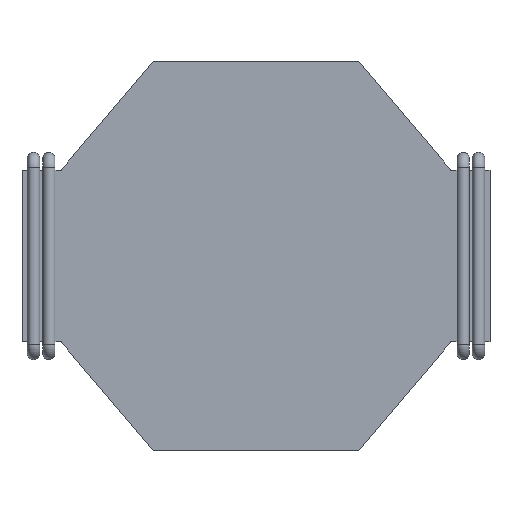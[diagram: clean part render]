
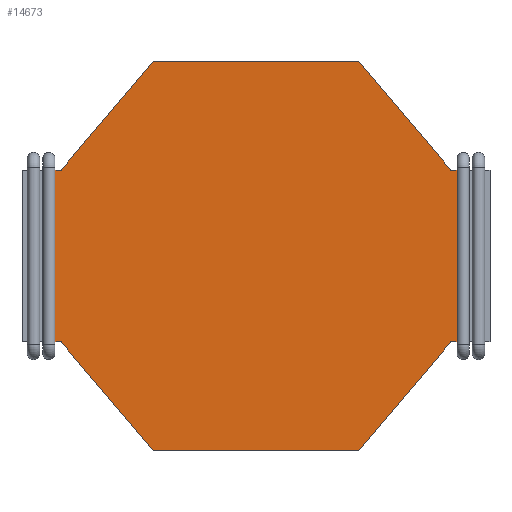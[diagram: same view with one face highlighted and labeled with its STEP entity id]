
A CAD part, front view. The second image highlights one B-rep face of the part: STEP entity #14673.
In plain terms, the highlighted planar face has unit normal (0, -1, 0).
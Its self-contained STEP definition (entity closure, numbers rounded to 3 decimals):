
#13612=DIRECTION('',(0.,0.,1.));
#13613=VECTOR('',#13612,11.2);
#13614=CARTESIAN_POINT('',(13.1,-1.57,-5.6));
#13615=LINE('',#13614,#13613);
#13616=DIRECTION('',(-1.,0.,0.));
#13617=VECTOR('',#13616,0.4);
#13618=CARTESIAN_POINT('',(13.1,-1.57,-5.6));
#13619=LINE('',#13618,#13617);
#13620=DIRECTION('',(-0.645,0.,-0.764));
#13621=VECTOR('',#13620,9.296);
#13622=CARTESIAN_POINT('',(12.7,-1.57,-5.6));
#13623=LINE('',#13622,#13621);
#13624=DIRECTION('',(-1.,0.,0.));
#13625=VECTOR('',#13624,13.4);
#13626=CARTESIAN_POINT('',(6.7,-1.57,-12.7));
#13627=LINE('',#13626,#13625);
#13628=DIRECTION('',(-0.645,0.,0.764));
#13629=VECTOR('',#13628,9.296);
#13630=CARTESIAN_POINT('',(-6.7,-1.57,-12.7));
#13631=LINE('',#13630,#13629);
#13632=DIRECTION('',(-1.,0.,0.));
#13633=VECTOR('',#13632,0.4);
#13634=CARTESIAN_POINT('',(-12.7,-1.57,-5.6));
#13635=LINE('',#13634,#13633);
#13636=DIRECTION('',(0.,0.,-1.));
#13637=VECTOR('',#13636,11.2);
#13638=CARTESIAN_POINT('',(-13.1,-1.57,5.6));
#13639=LINE('',#13638,#13637);
#13640=DIRECTION('',(1.,0.,0.));
#13641=VECTOR('',#13640,0.4);
#13642=CARTESIAN_POINT('',(-13.1,-1.57,5.6));
#13643=LINE('',#13642,#13641);
#13644=DIRECTION('',(0.645,0.,0.764));
#13645=VECTOR('',#13644,9.296);
#13646=CARTESIAN_POINT('',(-12.7,-1.57,5.6));
#13647=LINE('',#13646,#13645);
#13648=DIRECTION('',(1.,0.,0.));
#13649=VECTOR('',#13648,13.4);
#13650=CARTESIAN_POINT('',(-6.7,-1.57,12.7));
#13651=LINE('',#13650,#13649);
#13652=DIRECTION('',(0.645,0.,-0.764));
#13653=VECTOR('',#13652,9.296);
#13654=CARTESIAN_POINT('',(6.7,-1.57,12.7));
#13655=LINE('',#13654,#13653);
#13656=DIRECTION('',(1.,0.,0.));
#13657=VECTOR('',#13656,0.4);
#13658=CARTESIAN_POINT('',(12.7,-1.57,5.6));
#13659=LINE('',#13658,#13657);
#14179=CARTESIAN_POINT('',(-6.7,-1.57,-12.7));
#14180=CARTESIAN_POINT('',(-12.7,-1.57,-5.6));
#14181=VERTEX_POINT('',#14179);
#14182=VERTEX_POINT('',#14180);
#14187=CARTESIAN_POINT('',(-12.7,-1.57,5.6));
#14188=CARTESIAN_POINT('',(-6.7,-1.57,12.7));
#14189=VERTEX_POINT('',#14187);
#14190=VERTEX_POINT('',#14188);
#14191=CARTESIAN_POINT('',(6.7,-1.57,12.7));
#14192=VERTEX_POINT('',#14191);
#14193=CARTESIAN_POINT('',(12.7,-1.57,5.6));
#14194=VERTEX_POINT('',#14193);
#14199=CARTESIAN_POINT('',(12.7,-1.57,-5.6));
#14200=CARTESIAN_POINT('',(6.7,-1.57,-12.7));
#14201=VERTEX_POINT('',#14199);
#14202=VERTEX_POINT('',#14200);
#14243=CARTESIAN_POINT('',(13.1,-1.57,-5.6));
#14244=CARTESIAN_POINT('',(13.1,-1.57,5.6));
#14245=VERTEX_POINT('',#14243);
#14246=VERTEX_POINT('',#14244);
#14263=CARTESIAN_POINT('',(-13.1,-1.57,5.6));
#14264=CARTESIAN_POINT('',(-13.1,-1.57,-5.6));
#14265=VERTEX_POINT('',#14263);
#14266=VERTEX_POINT('',#14264);
#14643=CARTESIAN_POINT('',(0.,-1.57,0.));
#14644=DIRECTION('',(0.,1.,0.));
#14645=DIRECTION('',(1.,0.,0.));
#14646=AXIS2_PLACEMENT_3D('',#14643,#14644,#14645);
#14647=PLANE('',#14646);
#14649=ORIENTED_EDGE('',*,*,#14648,.F.);
#14650=ORIENTED_EDGE('',*,*,#14610,.T.);
#14652=ORIENTED_EDGE('',*,*,#14651,.T.);
#14654=ORIENTED_EDGE('',*,*,#14653,.T.);
#14656=ORIENTED_EDGE('',*,*,#14655,.T.);
#14658=ORIENTED_EDGE('',*,*,#14657,.T.);
#14660=ORIENTED_EDGE('',*,*,#14659,.F.);
#14662=ORIENTED_EDGE('',*,*,#14661,.T.);
#14664=ORIENTED_EDGE('',*,*,#14663,.T.);
#14666=ORIENTED_EDGE('',*,*,#14665,.T.);
#14668=ORIENTED_EDGE('',*,*,#14667,.T.);
#14670=ORIENTED_EDGE('',*,*,#14669,.T.);
#14671=EDGE_LOOP('',(#14649,#14650,#14652,#14654,#14656,#14658,#14660,#14662,
#14664,#14666,#14668,#14670));
#14672=FACE_OUTER_BOUND('',#14671,.F.);
#14610=EDGE_CURVE('',#14245,#14201,#13619,.T.);
#14648=EDGE_CURVE('',#14245,#14246,#13615,.T.);
#14651=EDGE_CURVE('',#14201,#14202,#13623,.T.);
#14653=EDGE_CURVE('',#14202,#14181,#13627,.T.);
#14655=EDGE_CURVE('',#14181,#14182,#13631,.T.);
#14657=EDGE_CURVE('',#14182,#14266,#13635,.T.);
#14659=EDGE_CURVE('',#14265,#14266,#13639,.T.);
#14661=EDGE_CURVE('',#14265,#14189,#13643,.T.);
#14663=EDGE_CURVE('',#14189,#14190,#13647,.T.);
#14665=EDGE_CURVE('',#14190,#14192,#13651,.T.);
#14667=EDGE_CURVE('',#14192,#14194,#13655,.T.);
#14669=EDGE_CURVE('',#14194,#14246,#13659,.T.);
#14673=ADVANCED_FACE('',(#14672),#14647,.F.);
